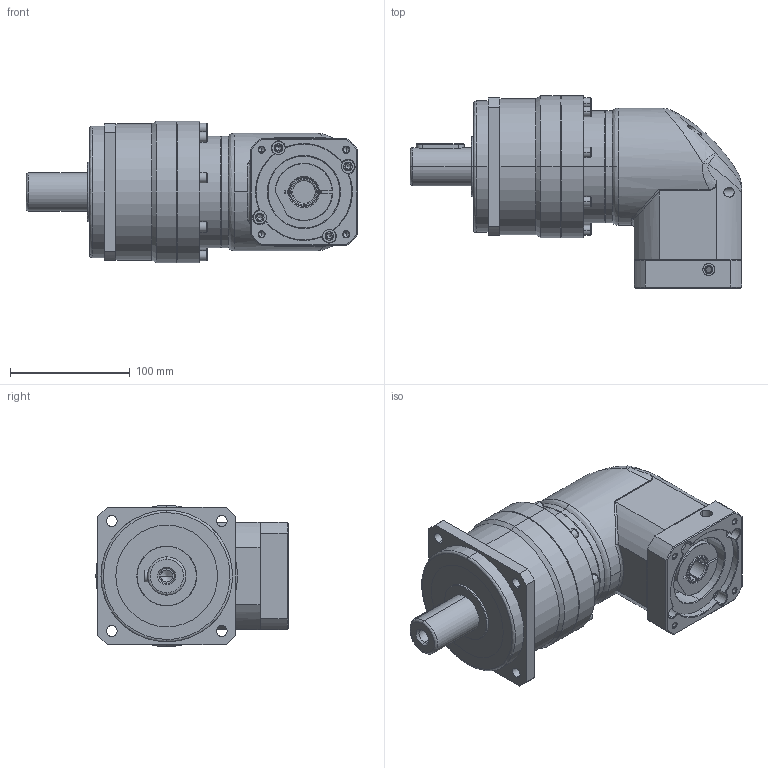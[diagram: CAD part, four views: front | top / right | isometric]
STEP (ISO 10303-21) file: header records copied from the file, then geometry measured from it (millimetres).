
FILE_DESCRIPTION (( 'STEP AP214' ), '1' );
FILE_NAME ('PBL115-L2-19-80-100M6.STEP', '2024-01-06T02:15:09', ( 'admin' ), ( '' ), 'SwSTEP 2.0', 'SolidWorks 2013', '' );
FILE_SCHEMA (( 'AUTOMOTIVE_DESIGN' ));
Length unit declared in the file: millimetre
Products named in the file (6): PBL115-L2-19-80-100M6; SDL090-19; SBL090_X2_8F9351658F7495017D2773AF_X0_-19; PB115_X2_4E007EA79F7F570863A5_X0_090; SBL090_X2_6CD55170_X0_-80-100M6; PB115_X2_8F9351FA7AEF_X0_
Assembly tree (5 placements, depth 2):
  PBL115-L2-19-80-100M6
    SDL090-19
    SBL090_X2_8F9351658F7495017D2773AF_X0_-19
    PB115_X2_4E007EA79F7F570863A5_X0_090
    SBL090_X2_6CD55170_X0_-80-100M6
    PB115_X2_8F9351FA7AEF_X0_
Bounding box: 277.1 x 160.75 x 118.5 mm (x, y, z)
Volume: 2179838.5 mm3; surface area: 226780.5 mm2
Topology: 5 solids, 8 shells, 563 faces, 1399 edges, 860 vertices
Faces by surface type: cylinder 229, plane 177, cone 116, bspline 39, torus 2
Entity records: 25944 total; most frequent: CARTESIAN_POINT 6358, DIRECTION 2808, ORIENTED_EDGE 2682, EDGE_CURVE 1341, AXIS2_PLACEMENT_3D 1094, VERTEX_POINT 860, EDGE_LOOP 669, VECTOR 620
